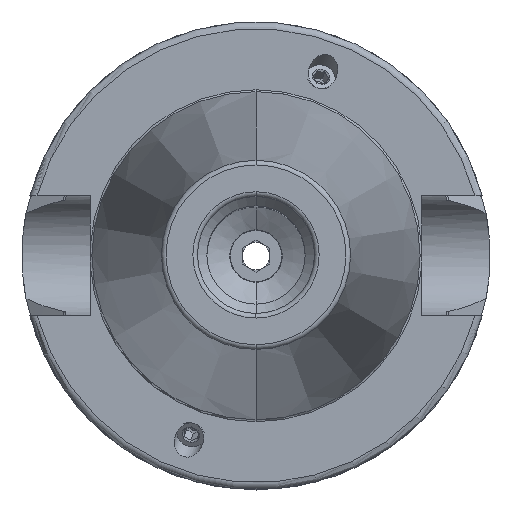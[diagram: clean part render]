
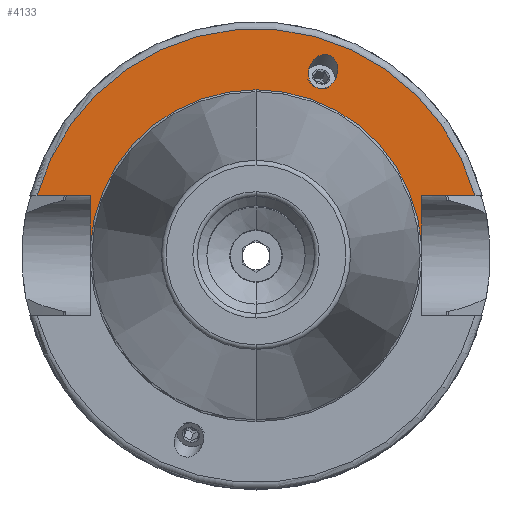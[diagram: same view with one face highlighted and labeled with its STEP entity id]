
A CAD part, top view. The second image highlights one B-rep face of the part: STEP entity #4133.
In plain terms, the highlighted planar face has unit normal (0, 0, 1).
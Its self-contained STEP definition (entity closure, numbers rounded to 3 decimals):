
#454=DIRECTION('',(1,0,0));
#455=VECTOR('',#454,11.367);
#456=CARTESIAN_POINT('',(-46.767,12.85,35));
#457=LINE('',#456,#455);
#458=DIRECTION('',(-1,0,0));
#459=VECTOR('',#458,11.367);
#460=CARTESIAN_POINT('',(46.767,12.85,35));
#461=LINE('',#460,#459);
#462=DIRECTION('',(0,-1,0));
#463=VECTOR('',#462,10.609);
#464=CARTESIAN_POINT('',(35.4,12.85,35));
#465=LINE('',#464,#463);
#466=DIRECTION('',(0,1,0));
#467=VECTOR('',#466,10.609);
#468=CARTESIAN_POINT('',(-35.4,2.241,35));
#469=LINE('',#468,#467);
#470=DIRECTION('',(-0.94,0.342,0));
#471=VECTOR('',#470,1.1);
#472=CARTESIAN_POINT('',(13.595,35.744,35));
#473=LINE('',#472,#471);
#484=CARTESIAN_POINT('',(0,0,35));
#485=DIRECTION('',(0,0,1));
#486=DIRECTION('',(0,1,0));
#487=AXIS2_PLACEMENT_3D('',#484,#485,#486);
#515=CARTESIAN_POINT('',(0,0,35));
#516=DIRECTION('',(0,0,-1));
#517=DIRECTION('',(0,1,0));
#518=AXIS2_PLACEMENT_3D('',#515,#516,#517);
#584=CARTESIAN_POINT('',(0,0,35));
#585=DIRECTION('',(0,0,1));
#586=DIRECTION('',(0.964,0.265,0));
#587=AXIS2_PLACEMENT_3D('',#584,#585,#586);
#2975=CARTESIAN_POINT('',(12.561,36.12,35));
#2976=CARTESIAN_POINT('',(12.346,36.257,35));
#2977=CARTESIAN_POINT('',(11.901,36.63,35));
#2978=CARTESIAN_POINT('',(11.324,37.62,35));
#2979=CARTESIAN_POINT('',(11.096,39.085,35));
#2980=CARTESIAN_POINT('',(11.491,40.778,35));
#2981=CARTESIAN_POINT('',(12.488,42.174,35));
#2982=CARTESIAN_POINT('',(13.713,42.92,35));
#2983=CARTESIAN_POINT('',(14.625,43.055,35));
#2984=CARTESIAN_POINT('',(15.229,42.988,35));
#2985=CARTESIAN_POINT('',(15.607,42.881,35));
#2986=CARTESIAN_POINT('',(15.966,42.72,35));
#2987=CARTESIAN_POINT('',(16.472,42.383,35));
#2988=CARTESIAN_POINT('',(17.084,41.693,35));
#2989=CARTESIAN_POINT('',(17.543,40.334,35));
#2990=CARTESIAN_POINT('',(17.409,38.625,35));
#2991=CARTESIAN_POINT('',(16.623,37.074,35));
#2992=CARTESIAN_POINT('',(15.507,36.098,35));
#2993=CARTESIAN_POINT('',(14.429,35.711,35));
#2994=CARTESIAN_POINT('',(13.848,35.711,35));
#2995=CARTESIAN_POINT('',(13.595,35.744,35));
#3253=CARTESIAN_POINT('',(-46.767,12.85,35));
#3254=CARTESIAN_POINT('',(-35.4,12.85,35));
#3255=VERTEX_POINT('',#3253);
#3256=VERTEX_POINT('',#3254);
#3257=CARTESIAN_POINT('',(35.4,12.85,35));
#3258=CARTESIAN_POINT('',(35.4,2.241,35));
#3259=VERTEX_POINT('',#3257);
#3260=VERTEX_POINT('',#3258);
#3265=CARTESIAN_POINT('',(46.767,12.85,35));
#3266=VERTEX_POINT('',#3265);
#3311=CARTESIAN_POINT('',(0,35.471,35));
#3313=VERTEX_POINT('',#3311);
#3323=CARTESIAN_POINT('',(-35.4,2.241,35));
#3324=VERTEX_POINT('',#3323);
#3331=CARTESIAN_POINT('',(13.595,35.744,35));
#3332=CARTESIAN_POINT('',(12.561,36.12,35));
#3333=VERTEX_POINT('',#3331);
#3334=VERTEX_POINT('',#3332);
#4108=CARTESIAN_POINT('',(0,0,35));
#4109=DIRECTION('',(0,0,-1));
#4110=DIRECTION('',(0,-1,0));
#4111=AXIS2_PLACEMENT_3D('',#4108,#4109,#4110);
#4112=PLANE('',#4111);
#4113=ORIENTED_EDGE('',*,*,#3911,.F.);
#4115=ORIENTED_EDGE('',*,*,#4114,.F.);
#4117=ORIENTED_EDGE('',*,*,#4116,.T.);
#4119=ORIENTED_EDGE('',*,*,#4118,.T.);
#4121=ORIENTED_EDGE('',*,*,#4120,.F.);
#4123=ORIENTED_EDGE('',*,*,#4122,.T.);
#4124=ORIENTED_EDGE('',*,*,#3884,.T.);
#4125=EDGE_LOOP('',(#4113,#4115,#4117,#4119,#4121,#4123,#4124));
#4126=FACE_OUTER_BOUND('',#4125,.F.);
#4128=ORIENTED_EDGE('',*,*,#4127,.F.);
#4130=ORIENTED_EDGE('',*,*,#4129,.F.);
#4131=EDGE_LOOP('',(#4128,#4130));
#4132=FACE_BOUND('',#4131,.F.);
#4133=ADVANCED_FACE('',(#4126,#4132),#4112,.F.);
#488=CIRCLE('',#487,35.471);
#519=CIRCLE('',#518,35.471);
#588=CIRCLE('',#587,48.5);
#2996=B_SPLINE_CURVE_WITH_KNOTS('',3,(#2975,#2976,#2977,#2978,#2979,#2980,#2981,
#2982,#2983,#2984,#2985,#2986,#2987,#2988,#2989,#2990,#2991,#2992,#2993,#2994,
#2995),.UNSPECIFIED.,.F.,.F.,(4,1,1,1,1,1,1,1,1,1,1,1,1,1,1,1,1,1,4),(0,
0.063,0.125,0.188,0.25,0.313,0.375,0.438,0.469,0.5,
0.531,0.563,0.625,0.688,0.75,0.813,0.875,0.938,1),
.UNSPECIFIED.);
#3884=EDGE_CURVE('',#3324,#3256,#469,.T.);
#3911=EDGE_CURVE('',#3255,#3256,#457,.T.);
#4114=EDGE_CURVE('',#3266,#3255,#588,.T.);
#4116=EDGE_CURVE('',#3266,#3259,#461,.T.);
#4118=EDGE_CURVE('',#3259,#3260,#465,.T.);
#4120=EDGE_CURVE('',#3313,#3260,#519,.T.);
#4122=EDGE_CURVE('',#3313,#3324,#488,.T.);
#4127=EDGE_CURVE('',#3333,#3334,#473,.T.);
#4129=EDGE_CURVE('',#3334,#3333,#2996,.T.);
